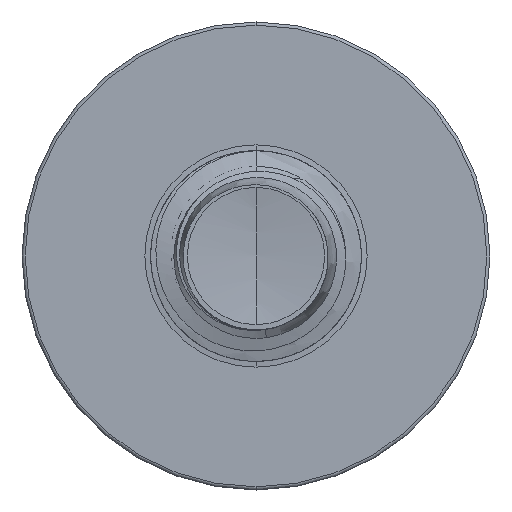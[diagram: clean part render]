
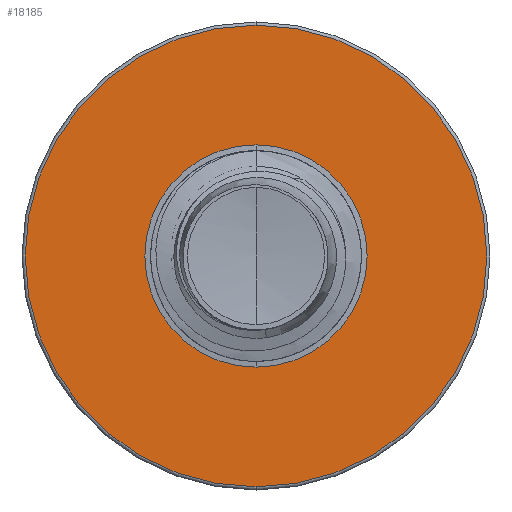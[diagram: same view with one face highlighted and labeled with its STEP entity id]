
A CAD part, front view. The second image highlights one B-rep face of the part: STEP entity #18185.
In plain terms, the highlighted planar face has unit normal (0, -1, 0).
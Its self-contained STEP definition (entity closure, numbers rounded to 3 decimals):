
#343 = EDGE_CURVE ( 'NONE', #20531, #9250, #30517, .T. ) ;
#1184 = AXIS2_PLACEMENT_3D ( 'NONE', #38748, #35128, #18822 ) ;
#1655 = EDGE_CURVE ( 'NONE', #31426, #4905, #23835, .T. ) ;
#4905 = VERTEX_POINT ( 'NONE', #39456 ) ;
#5124 = PLANE ( 'NONE',  #32171 ) ;
#6260 = DIRECTION ( 'NONE',  ( 0., 1., 0. ) ) ;
#8011 = DIRECTION ( 'NONE',  ( 0., 1., 0. ) ) ;
#9250 = VERTEX_POINT ( 'NONE', #17862 ) ;
#11228 = CARTESIAN_POINT ( 'NONE',  ( 0., 22.5, -2.375 ) ) ;
#11569 = CARTESIAN_POINT ( 'NONE',  ( 0., 22.5, -4.932 ) ) ;
#11722 = FACE_BOUND ( 'NONE', #37509, .T. ) ;
#12663 = FACE_OUTER_BOUND ( 'NONE', #25853, .T. ) ;
#14393 = DIRECTION ( 'NONE',  ( 0., 0., 1. ) ) ;
#15028 = CARTESIAN_POINT ( 'NONE',  ( 0., 22.5, 2.375 ) ) ;
#16537 = DIRECTION ( 'NONE',  ( 0., 1., 0. ) ) ;
#16574 = CARTESIAN_POINT ( 'NONE',  ( 0., 22.5, 0. ) ) ;
#17862 = CARTESIAN_POINT ( 'NONE',  ( 0., 22.5, -2.375 ) ) ;
#18185 = ADVANCED_FACE ( 'NONE', ( #12663, #11722 ), #5124, .F. ) ;
#18822 = DIRECTION ( 'NONE',  ( 0., 0., 1. ) ) ;
#20531 = VERTEX_POINT ( 'NONE', #15028 ) ;
#21332 = DIRECTION ( 'NONE',  ( 0., 0., 1. ) ) ;
#21667 = EDGE_CURVE ( 'NONE', #4905, #31426, #36047, .T. ) ;
#21698 = AXIS2_PLACEMENT_3D ( 'NONE', #24630, #6260, #27706 ) ;
#22900 = AXIS2_PLACEMENT_3D ( 'NONE', #26376, #8011, #29441 ) ;
#23835 = CIRCLE ( 'NONE', #32023, 4.933 ) ;
#24630 = CARTESIAN_POINT ( 'NONE',  ( 0., 22.5, 0. ) ) ;
#25316 = ORIENTED_EDGE ( 'NONE', *, *, #25770, .T. ) ;
#25770 = EDGE_CURVE ( 'NONE', #9250, #20531, #34099, .T. ) ;
#25853 = EDGE_LOOP ( 'NONE', ( #26695, #32616 ) ) ;
#26376 = CARTESIAN_POINT ( 'NONE',  ( 0., 22.5, 0. ) ) ;
#26691 = ORIENTED_EDGE ( 'NONE', *, *, #343, .T. ) ;
#26695 = ORIENTED_EDGE ( 'NONE', *, *, #21667, .F. ) ;
#27706 = DIRECTION ( 'NONE',  ( 0., 0., 1. ) ) ;
#29441 = DIRECTION ( 'NONE',  ( 0., 0., 1. ) ) ;
#30517 = CIRCLE ( 'NONE', #1184, 2.375 ) ;
#31426 = VERTEX_POINT ( 'NONE', #11569 ) ;
#32023 = AXIS2_PLACEMENT_3D ( 'NONE', #16574, #16537, #21332 ) ;
#32171 = AXIS2_PLACEMENT_3D ( 'NONE', #11228, #32709, #14393 ) ;
#32616 = ORIENTED_EDGE ( 'NONE', *, *, #1655, .F. ) ;
#32709 = DIRECTION ( 'NONE',  ( 0., 1., 0. ) ) ;
#34099 = CIRCLE ( 'NONE', #22900, 2.375 ) ;
#35128 = DIRECTION ( 'NONE',  ( 0., 1., 0. ) ) ;
#36047 = CIRCLE ( 'NONE', #21698, 4.933 ) ;
#37509 = EDGE_LOOP ( 'NONE', ( #26691, #25316 ) ) ;
#38748 = CARTESIAN_POINT ( 'NONE',  ( 0., 22.5, 0. ) ) ;
#39456 = CARTESIAN_POINT ( 'NONE',  ( 0., 22.5, 4.933 ) ) ;
